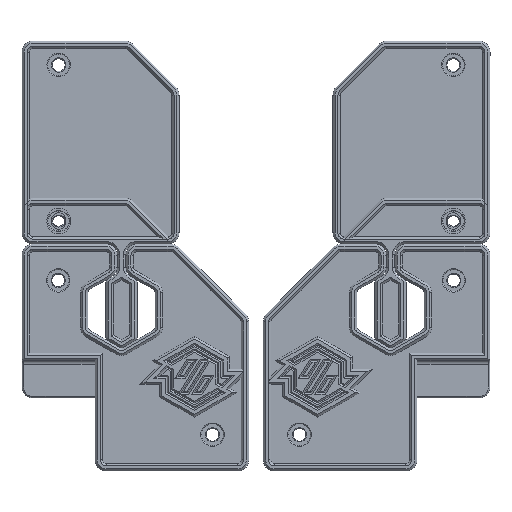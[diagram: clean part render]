
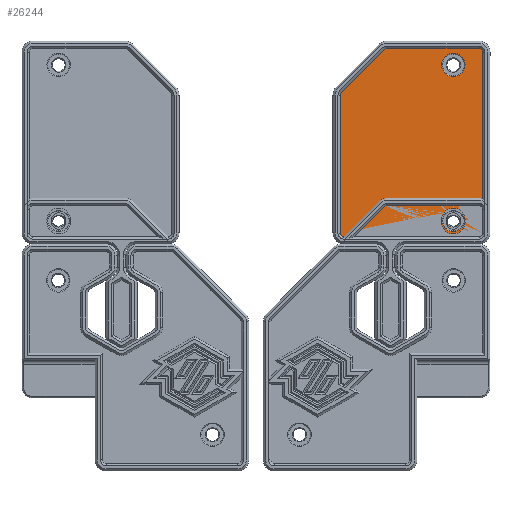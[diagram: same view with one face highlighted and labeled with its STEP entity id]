
A CAD part, top view. The second image highlights one B-rep face of the part: STEP entity #26244.
In plain terms, the highlighted face is planar.
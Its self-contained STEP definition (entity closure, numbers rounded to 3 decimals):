
#819=FACE_BOUND('',#4273,.T.);
#820=FACE_BOUND('',#4274,.T.);
#1341=PLANE('',#28344);
#2714=FACE_OUTER_BOUND('',#4272,.T.);
#4272=EDGE_LOOP('',(#21366,#21367,#21368,#21369,#21370,#21371,#21372,#21373,
#21374,#21375));
#4273=EDGE_LOOP('',(#21376));
#4274=EDGE_LOOP('',(#21377));
#6484=LINE('',#40760,#9574);
#6488=LINE('',#40772,#9578);
#6489=LINE('',#40775,#9579);
#6494=LINE('',#40788,#9584);
#6496=LINE('',#40792,#9586);
#9574=VECTOR('',#33085,10.);
#9578=VECTOR('',#33099,10.);
#9579=VECTOR('',#33102,10.);
#9584=VECTOR('',#33117,10.);
#9586=VECTOR('',#33121,10.);
#11676=CIRCLE('',#28305,1.);
#11677=CIRCLE('',#28307,1.);
#11678=CIRCLE('',#28311,1.);
#11679=CIRCLE('',#28313,1.);
#11680=CIRCLE('',#28317,1.);
#11698=CIRCLE('',#28339,3.2);
#11702=CIRCLE('',#28345,3.2);
#12953=VERTEX_POINT('',#40756);
#12954=VERTEX_POINT('',#40758);
#12955=VERTEX_POINT('',#40762);
#12956=VERTEX_POINT('',#40766);
#12957=VERTEX_POINT('',#40770);
#12958=VERTEX_POINT('',#40774);
#12959=VERTEX_POINT('',#40778);
#12960=VERTEX_POINT('',#40782);
#12961=VERTEX_POINT('',#40786);
#12962=VERTEX_POINT('',#40790);
#12991=VERTEX_POINT('',#40858);
#12995=VERTEX_POINT('',#40870);
#15904=EDGE_CURVE('',#12953,#12954,#6484,.T.);
#15906=EDGE_CURVE('',#12955,#12954,#11676,.T.);
#15908=EDGE_CURVE('',#12953,#12956,#11677,.T.);
#15910=EDGE_CURVE('',#12955,#12957,#6488,.F.);
#15911=EDGE_CURVE('',#12958,#12956,#6489,.T.);
#15914=EDGE_CURVE('',#12959,#12957,#11678,.T.);
#15916=EDGE_CURVE('',#12958,#12960,#11679,.T.);
#15918=EDGE_CURVE('',#12959,#12961,#6494,.F.);
#15920=EDGE_CURVE('',#12962,#12960,#6496,.F.);
#15921=EDGE_CURVE('',#12962,#12961,#11680,.T.);
#15953=EDGE_CURVE('',#12991,#12991,#11698,.T.);
#15959=EDGE_CURVE('',#12995,#12995,#11702,.T.);
#21366=ORIENTED_EDGE('',*,*,#15916,.F.);
#21367=ORIENTED_EDGE('',*,*,#15911,.T.);
#21368=ORIENTED_EDGE('',*,*,#15908,.F.);
#21369=ORIENTED_EDGE('',*,*,#15904,.T.);
#21370=ORIENTED_EDGE('',*,*,#15906,.F.);
#21371=ORIENTED_EDGE('',*,*,#15910,.T.);
#21372=ORIENTED_EDGE('',*,*,#15914,.F.);
#21373=ORIENTED_EDGE('',*,*,#15918,.T.);
#21374=ORIENTED_EDGE('',*,*,#15921,.F.);
#21375=ORIENTED_EDGE('',*,*,#15920,.T.);
#21376=ORIENTED_EDGE('',*,*,#15959,.T.);
#21377=ORIENTED_EDGE('',*,*,#15953,.T.);
#26244=ADVANCED_FACE('',(#2714,#819,#820),#1341,.T.);
#28305=AXIS2_PLACEMENT_3D('',#40764,#33089,#33090);
#28307=AXIS2_PLACEMENT_3D('',#40768,#33094,#33095);
#28311=AXIS2_PLACEMENT_3D('',#40780,#33107,#33108);
#28313=AXIS2_PLACEMENT_3D('',#40784,#33112,#33113);
#28317=AXIS2_PLACEMENT_3D('',#40794,#33124,#33125);
#28339=AXIS2_PLACEMENT_3D('',#40859,#33182,#33183);
#28344=AXIS2_PLACEMENT_3D('',#40869,#33194,#33195);
#28345=AXIS2_PLACEMENT_3D('',#40871,#33196,#33197);
#33085=DIRECTION('',(-1.,0.,0.));
#33089=DIRECTION('center_axis',(0.,0.,
1.));
#33090=DIRECTION('ref_axis',(-0.707,-0.707,0.));
#33094=DIRECTION('center_axis',(0.,0.,
1.));
#33095=DIRECTION('ref_axis',(0.707,-0.707,0.));
#33099=DIRECTION('',(0.,-1.,0.));
#33102=DIRECTION('',(0.,-1.,0.));
#33107=DIRECTION('center_axis',(0.,0.,
1.));
#33108=DIRECTION('ref_axis',(-0.707,0.707,0.));
#33112=DIRECTION('center_axis',(0.,0.,
1.));
#33113=DIRECTION('ref_axis',(0.924,0.383,0.));
#33117=DIRECTION('',(-1.,0.,0.));
#33121=DIRECTION('',(-0.707,0.707,0.));
#33124=DIRECTION('center_axis',(0.,0.,
1.));
#33125=DIRECTION('ref_axis',(0.383,0.924,0.));
#33182=DIRECTION('center_axis',(0.,0.,
1.));
#33183=DIRECTION('ref_axis',(-1.,0.,0.));
#33194=DIRECTION('center_axis',(0.,0.,
-1.));
#33195=DIRECTION('ref_axis',(-1.,0.,0.));
#33196=DIRECTION('center_axis',(0.,0.,
1.));
#33197=DIRECTION('ref_axis',(-1.,0.,0.));
#40756=CARTESIAN_POINT('',(38.289,2.,-4.499));
#40758=CARTESIAN_POINT('',(1.315,2.,-4.499));
#40760=CARTESIAN_POINT('',(23.862,2.,-4.499));
#40762=CARTESIAN_POINT('',(0.315,3.,-4.499));
#40764=CARTESIAN_POINT('Origin',(1.315,3.,-4.499));
#40766=CARTESIAN_POINT('',(39.289,3.,-4.499));
#40768=CARTESIAN_POINT('Origin',(38.289,3.,-4.499));
#40770=CARTESIAN_POINT('',(0.315,52.545,-4.499));
#40772=CARTESIAN_POINT('',(0.315,43.624,-4.499));
#40774=CARTESIAN_POINT('',(39.289,40.758,-4.499));
#40775=CARTESIAN_POINT('',(39.289,40.124,-4.499));
#40778=CARTESIAN_POINT('',(1.315,53.545,-4.499));
#40780=CARTESIAN_POINT('Origin',(1.315,52.545,-4.499));
#40782=CARTESIAN_POINT('',(38.997,41.465,-4.499));
#40784=CARTESIAN_POINT('Origin',(38.289,40.758,-4.499));
#40786=CARTESIAN_POINT('',(26.502,53.545,-4.499));
#40788=CARTESIAN_POINT('',(22.496,53.545,-4.499));
#40790=CARTESIAN_POINT('',(27.209,53.252,-4.499));
#40792=CARTESIAN_POINT('',(34.371,46.09,-4.499));
#40794=CARTESIAN_POINT('Origin',(26.502,52.545,-4.499));
#40858=CARTESIAN_POINT('',(11.55,6.62,-4.499));
#40859=CARTESIAN_POINT('Origin',(8.35,6.62,-4.499));
#40869=CARTESIAN_POINT('Origin',(19.025,35.248,-4.499));
#40870=CARTESIAN_POINT('',(11.55,49.,-4.499));
#40871=CARTESIAN_POINT('Origin',(8.35,49.,-4.499));
